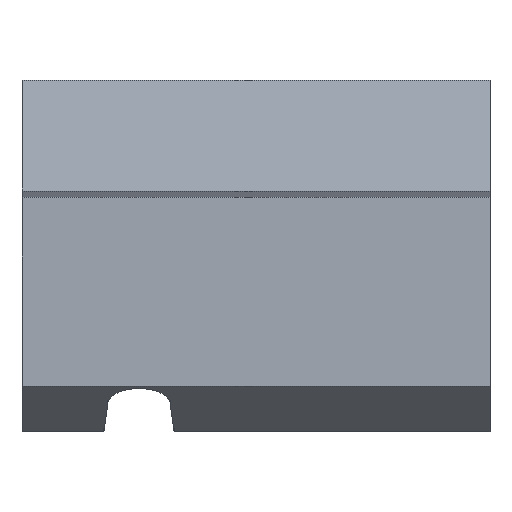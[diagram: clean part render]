
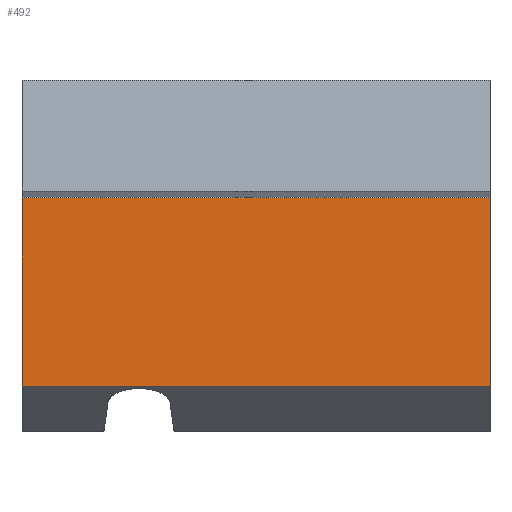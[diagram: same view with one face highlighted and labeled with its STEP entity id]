
A CAD part, left-side view. The second image highlights one B-rep face of the part: STEP entity #492.
In plain terms, the highlighted planar face has unit normal (-1, 0, 0).
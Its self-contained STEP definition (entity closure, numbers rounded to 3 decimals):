
#44=DIRECTION('',(0.,-1.,0.));
#45=VECTOR('',#44,35.201);
#46=CARTESIAN_POINT('',(0.,35.201,-60.));
#47=LINE('',#46,#45);
#97=DIRECTION('',(0.,1.,0.));
#98=VECTOR('',#97,35.201);
#99=CARTESIAN_POINT('',(0.,0.,0.));
#100=LINE('',#99,#98);
#137=DIRECTION('',(0.,0.,-1.));
#138=VECTOR('',#137,60.);
#139=CARTESIAN_POINT('',(0.,35.201,0.));
#140=LINE('',#139,#138);
#170=DIRECTION('',(0.,0.,-1.));
#171=VECTOR('',#170,60.);
#172=CARTESIAN_POINT('',(0.,0.,0.));
#173=LINE('',#172,#171);
#271=CARTESIAN_POINT('',(0.,35.201,0.));
#272=CARTESIAN_POINT('',(0.,35.201,-60.));
#273=VERTEX_POINT('',#271);
#274=VERTEX_POINT('',#272);
#275=CARTESIAN_POINT('',(0.,0.,0.));
#276=CARTESIAN_POINT('',(0.,0.,-60.));
#277=VERTEX_POINT('',#275);
#278=VERTEX_POINT('',#276);
#480=CARTESIAN_POINT('',(0.,32.603,-60.));
#481=DIRECTION('',(-1.,0.,0.));
#482=DIRECTION('',(0.,-1.,0.));
#483=AXIS2_PLACEMENT_3D('',#480,#481,#482);
#484=PLANE('',#483);
#485=ORIENTED_EDGE('',*,*,#329,.F.);
#486=ORIENTED_EDGE('',*,*,#430,.F.);
#487=ORIENTED_EDGE('',*,*,#372,.F.);
#489=ORIENTED_EDGE('',*,*,#488,.T.);
#490=EDGE_LOOP('',(#485,#486,#487,#489));
#491=FACE_OUTER_BOUND('',#490,.F.);
#492=ADVANCED_FACE('',(#491),#484,.T.);
#329=EDGE_CURVE('',#274,#278,#47,.T.);
#372=EDGE_CURVE('',#277,#273,#100,.T.);
#430=EDGE_CURVE('',#273,#274,#140,.T.);
#488=EDGE_CURVE('',#277,#278,#173,.T.);
